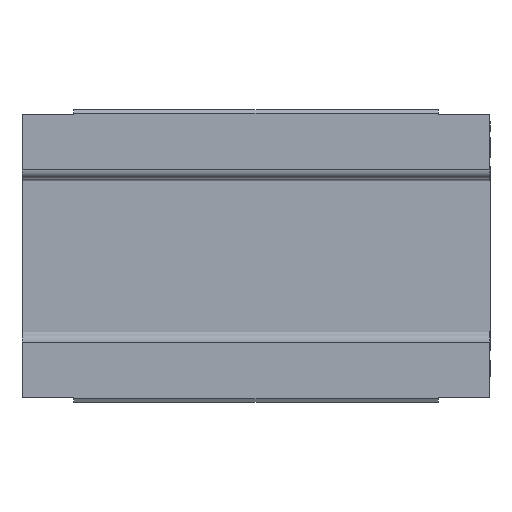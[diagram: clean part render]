
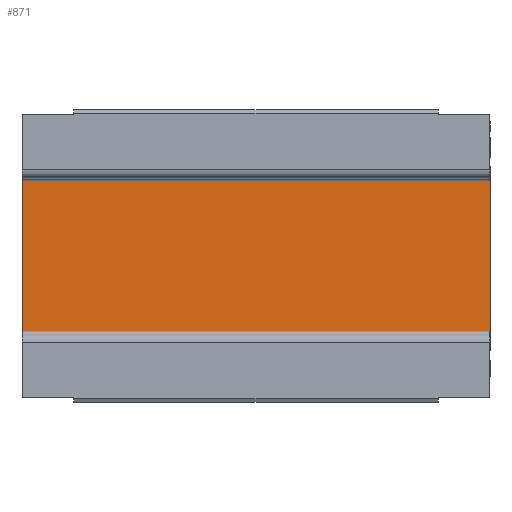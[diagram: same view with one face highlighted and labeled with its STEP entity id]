
A CAD part, front view. The second image highlights one B-rep face of the part: STEP entity #871.
In plain terms, the highlighted planar face has unit normal (0, -1, 0).
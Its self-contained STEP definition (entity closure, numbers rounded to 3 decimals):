
#853 = EDGE_CURVE ( 'NONE', #15226, #15373, #4355, .T. ) ;
#854 = ORIENTED_EDGE ( 'NONE', *, *, #15391, .T. ) ;
#863 = EDGE_LOOP ( 'NONE', ( #864, #865, #854, #877 ) ) ;
#864 = ORIENTED_EDGE ( 'NONE', *, *, #15244, .T. ) ;
#865 = ORIENTED_EDGE ( 'NONE', *, *, #853, .T. ) ;
#871 = ADVANCED_FACE ( 'NONE', ( #3999 ), #4017, .F. ) ;
#877 = ORIENTED_EDGE ( 'NONE', *, *, #878, .T. ) ;
#878 = EDGE_CURVE ( 'NONE', #15372, #15178, #4030, .T. ) ;
#3999 = FACE_OUTER_BOUND ( 'NONE', #863, .T. ) ;
#4002 = DIRECTION ( 'NONE',  ( 0., 0., 1. ) ) ;
#4003 = DIRECTION ( 'NONE',  ( 0., 1., 0. ) ) ;
#4004 = CARTESIAN_POINT ( 'NONE',  ( -46.5, 4., 0. ) ) ;
#4016 = AXIS2_PLACEMENT_3D ( 'NONE', #4004, #4003, #4002 ) ;
#4017 = PLANE ( 'NONE',  #4016 ) ;
#4030 = LINE ( 'NONE', #4066, #4065 ) ;
#4064 = DIRECTION ( 'NONE',  ( -1., 0., 0. ) ) ;
#4065 = VECTOR ( 'NONE', #4064, 1000. ) ;
#4066 = CARTESIAN_POINT ( 'NONE',  ( -63.6, 4., 4.8 ) ) ;
#4352 = DIRECTION ( 'NONE',  ( 1., 0., 0. ) ) ;
#4353 = VECTOR ( 'NONE', #4352, 1000. ) ;
#4354 = CARTESIAN_POINT ( 'NONE',  ( -36.4, 4., -4.8 ) ) ;
#4355 = LINE ( 'NONE', #4354, #4353 ) ;
#10829 = CARTESIAN_POINT ( 'NONE',  ( -36.4, 4., -5. ) ) ;
#10830 = LINE ( 'NONE', #10829, #11186 ) ;
#10942 = CARTESIAN_POINT ( 'NONE',  ( -63.6, 4., 4.8 ) ) ;
#11137 = CARTESIAN_POINT ( 'NONE',  ( -63.6, 4., -4.8 ) ) ;
#11161 = DIRECTION ( 'NONE',  ( 0., 0., -1. ) ) ;
#11162 = VECTOR ( 'NONE', #11161, 1000. ) ;
#11163 = CARTESIAN_POINT ( 'NONE',  ( -63.6, 4., -5. ) ) ;
#11164 = LINE ( 'NONE', #11163, #11162 ) ;
#11185 = DIRECTION ( 'NONE',  ( 0., 0., 1. ) ) ;
#11186 = VECTOR ( 'NONE', #11185, 1000. ) ;
#11849 = CARTESIAN_POINT ( 'NONE',  ( -36.4, 4., -4.8 ) ) ;
#11851 = CARTESIAN_POINT ( 'NONE',  ( -36.4, 4., 4.8 ) ) ;
#15178 = VERTEX_POINT ( 'NONE', #10942 ) ;
#15226 = VERTEX_POINT ( 'NONE', #11137 ) ;
#15244 = EDGE_CURVE ( 'NONE', #15178, #15226, #11164, .T. ) ;
#15372 = VERTEX_POINT ( 'NONE', #11851 ) ;
#15373 = VERTEX_POINT ( 'NONE', #11849 ) ;
#15391 = EDGE_CURVE ( 'NONE', #15373, #15372, #10830, .T. ) ;
